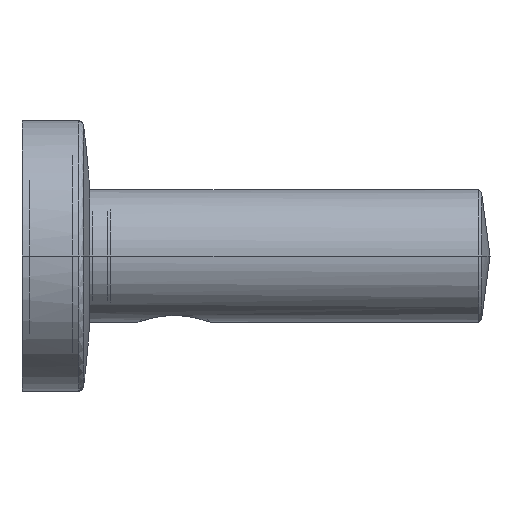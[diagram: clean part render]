
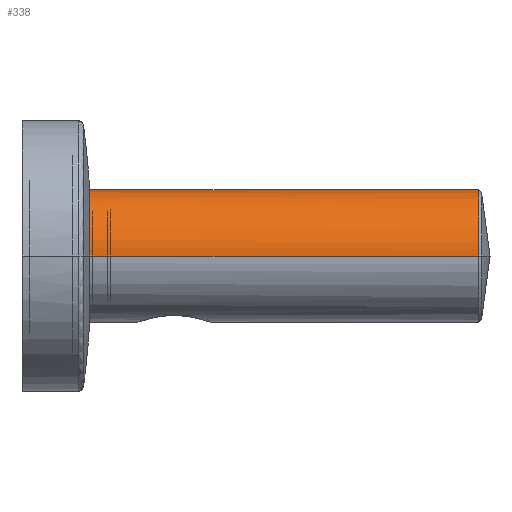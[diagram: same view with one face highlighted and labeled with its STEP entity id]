
A CAD part, left-side view. The second image highlights one B-rep face of the part: STEP entity #338.
In plain terms, the highlighted cylindrical face has radius 11 mm (diameter 22 mm), a partial arc.
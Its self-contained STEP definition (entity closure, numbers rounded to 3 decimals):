
#338=ADVANCED_FACE('',(#753),#5829,.T.);
#753=FACE_OUTER_BOUND('',#1159,.T.);
#1159=EDGE_LOOP('',(#2643,#2644,#2645,#2646,#2647,#2648));
#2643=ORIENTED_EDGE('',*,*,#3845,.T.);
#2644=ORIENTED_EDGE('',*,*,#3838,.T.);
#2645=ORIENTED_EDGE('',*,*,#3837,.T.);
#2646=ORIENTED_EDGE('',*,*,#3836,.T.);
#2647=ORIENTED_EDGE('',*,*,#3835,.T.);
#2648=ORIENTED_EDGE('',*,*,#3834,.T.);
#3834=EDGE_CURVE('',#5457,#5455,#4551,.T.);
#3835=EDGE_CURVE('',#5458,#5457,#4943,.T.);
#3836=EDGE_CURVE('',#5452,#5458,#4552,.T.);
#3837=EDGE_CURVE('',#5451,#5452,#4944,.T.);
#3838=EDGE_CURVE('',#5456,#5451,#4553,.T.);
#3845=EDGE_CURVE('',#5455,#5456,#4555,.T.);
#4551=B_SPLINE_CURVE_WITH_KNOTS('',1,(#18963,#18964),.UNSPECIFIED.,.F.,
 .F.,(2,2),(-4.9,0.),.UNSPECIFIED.);
#4552=B_SPLINE_CURVE_WITH_KNOTS('',1,(#18970,#18971),.UNSPECIFIED.,.F.,
 .F.,(2,2),(-64.5,0.),.UNSPECIFIED.);
#4553=B_SPLINE_CURVE_WITH_KNOTS('',1,(#18977,#18978),.UNSPECIFIED.,.F.,
 .F.,(2,2),(-46.4,0.),.UNSPECIFIED.);
#4555=B_SPLINE_CURVE_WITH_KNOTS('',3,(#18996,#18997,#18998,#18999,#19000,
#19001,#19002,#19003,#19004,#19005,#19006,#19007,#19008,#19009,#19010,#19011,
#19012,#19013,#19014,#19015,#19016),.UNSPECIFIED.,.F.,.F.,(4,1,1,1,1,1,
1,1,1,1,1,1,1,1,1,1,1,1,4),(0.,1.187,2.374,3.56,
4.747,5.934,7.121,8.308,9.494,
10.681,11.868,13.055,14.242,15.428,
16.615,17.802,18.989,20.176,21.362),
 .UNSPECIFIED.);
#4943=(
BOUNDED_CURVE()
B_SPLINE_CURVE(2,(#18965,#18966,#18967,#18968,#18969),.UNSPECIFIED.,.F.,
 .F.)
B_SPLINE_CURVE_WITH_KNOTS((3,2,3),(-34.558,-17.279,
0.),.UNSPECIFIED.)
CURVE()
GEOMETRIC_REPRESENTATION_ITEM()
RATIONAL_B_SPLINE_CURVE((1.,0.707,1.,0.707,1.))
REPRESENTATION_ITEM('')
);
#4944=(
BOUNDED_CURVE()
B_SPLINE_CURVE(2,(#18972,#18973,#18974,#18975,#18976),.UNSPECIFIED.,.F.,
 .F.)
B_SPLINE_CURVE_WITH_KNOTS((3,2,3),(-34.558,-17.279,
0.),.UNSPECIFIED.)
CURVE()
GEOMETRIC_REPRESENTATION_ITEM()
RATIONAL_B_SPLINE_CURVE((1.,0.707,1.,0.707,1.))
REPRESENTATION_ITEM('')
);
#5451=VERTEX_POINT('',#18890);
#5452=VERTEX_POINT('',#18891);
#5455=VERTEX_POINT('',#18894);
#5456=VERTEX_POINT('',#18895);
#5457=VERTEX_POINT('',#18896);
#5458=VERTEX_POINT('',#18897);
#5829=CYLINDRICAL_SURFACE('',#6270,11.);
#6270=AXIS2_PLACEMENT_3D('',#17978,#6501,$);
#6501=DIRECTION('',(0.,1.,0.));
#17978=CARTESIAN_POINT('',(0.,32.25,0.));
#18890=CARTESIAN_POINT('',(11.,0.,0.));
#18891=CARTESIAN_POINT('',(-11.,0.,0.));
#18894=CARTESIAN_POINT('',(11.,59.6,0.));
#18895=CARTESIAN_POINT('',(11.,46.4,0.));
#18896=CARTESIAN_POINT('',(11.,64.5,0.));
#18897=CARTESIAN_POINT('',(-11.,64.5,0.));
#18963=CARTESIAN_POINT('',(11.,64.5,0.));
#18964=CARTESIAN_POINT('',(11.,59.6,0.));
#18965=CARTESIAN_POINT('',(-11.,64.5,0.));
#18966=CARTESIAN_POINT('',(-11.,64.5,-11.));
#18967=CARTESIAN_POINT('',(0.,64.5,-11.));
#18968=CARTESIAN_POINT('',(11.,64.5,-11.));
#18969=CARTESIAN_POINT('',(11.,64.5,0.));
#18970=CARTESIAN_POINT('',(-11.,0.,0.));
#18971=CARTESIAN_POINT('',(-11.,64.5,0.));
#18972=CARTESIAN_POINT('',(11.,0.,0.));
#18973=CARTESIAN_POINT('',(11.,0.,-11.));
#18974=CARTESIAN_POINT('',(0.,0.,-11.));
#18975=CARTESIAN_POINT('',(-11.,0.,-11.));
#18976=CARTESIAN_POINT('',(-11.,0.,0.));
#18977=CARTESIAN_POINT('',(11.,46.4,0.));
#18978=CARTESIAN_POINT('',(11.,0.,0.));
#18996=CARTESIAN_POINT('',(11.,59.6,0.));
#18997=CARTESIAN_POINT('',(11.,59.6,-0.353));
#18998=CARTESIAN_POINT('',(10.967,59.545,-1.072));
#18999=CARTESIAN_POINT('',(10.794,59.252,-2.221));
#19000=CARTESIAN_POINT('',(10.511,58.752,-3.305));
#19001=CARTESIAN_POINT('',(10.141,58.048,-4.3));
#19002=CARTESIAN_POINT('',(9.742,57.194,-5.132));
#19003=CARTESIAN_POINT('',(9.353,56.195,-5.804));
#19004=CARTESIAN_POINT('',(9.042,55.122,-6.27));
#19005=CARTESIAN_POINT('',(8.853,54.054,-6.53));
#19006=CARTESIAN_POINT('',(8.79,53.003,-6.613));
#19007=CARTESIAN_POINT('',(8.852,51.95,-6.531));
#19008=CARTESIAN_POINT('',(9.041,50.881,-6.271));
#19009=CARTESIAN_POINT('',(9.352,49.807,-5.805));
#19010=CARTESIAN_POINT('',(9.741,48.808,-5.133));
#19011=CARTESIAN_POINT('',(10.141,47.953,-4.301));
#19012=CARTESIAN_POINT('',(10.511,47.248,-3.305));
#19013=CARTESIAN_POINT('',(10.794,46.748,-2.221));
#19014=CARTESIAN_POINT('',(10.967,46.455,-1.072));
#19015=CARTESIAN_POINT('',(11.,46.4,-0.353));
#19016=CARTESIAN_POINT('',(11.,46.4,0.));
